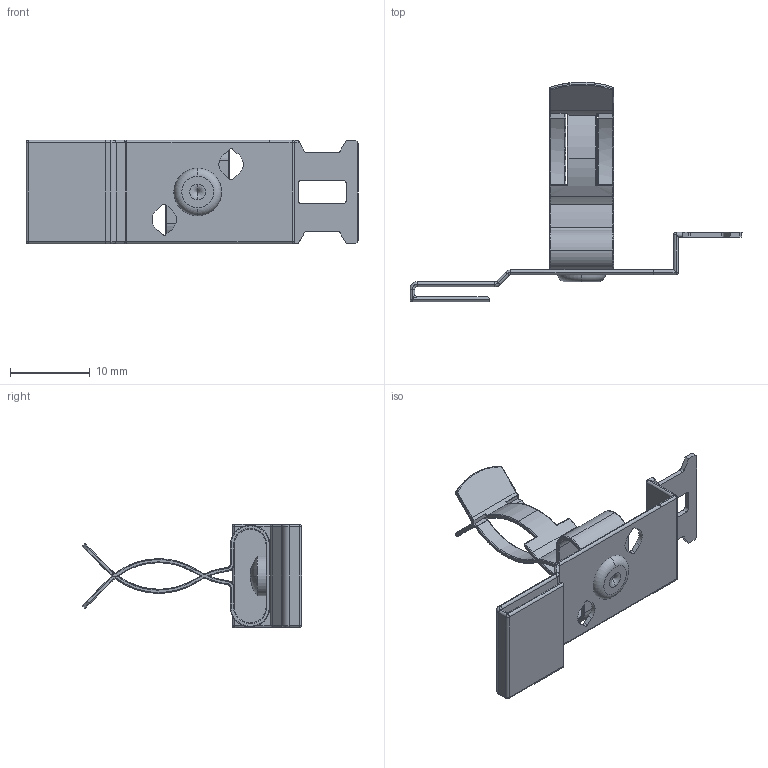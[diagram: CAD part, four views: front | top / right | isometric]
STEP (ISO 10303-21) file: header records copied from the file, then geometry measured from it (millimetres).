
FILE_DESCRIPTION (( 'STEP AP214' ), '1' );
FILE_NAME ('1025-138.STEP', '2024-08-01T11:24:27', ( '' ), ( '' ), 'SwSTEP 2.0', 'SolidWorks 2022', '' );
FILE_SCHEMA (( 'AUTOMOTIVE_DESIGN' ));
Length unit declared in the file: millimetre
Products named in the file (4): 3x1,5_1mm Blechstärke; 1011-001; 1025-003.SLDPRT.K.M; 1025-138
Assembly tree (3 placements, depth 2):
  1025-138
    1025-003.SLDPRT.K.M
    1011-001
    3x1,5_1mm Blechstärke
Bounding box: 41.75 x 27.59 x 13 mm (x, y, z)
Volume: 705.6 mm3; surface area: 2591.5 mm2
Topology: 3 solids, 3 shells, 339 faces, 826 edges, 471 vertices
Faces by surface type: cylinder 148, bspline 92, plane 75, torus 16, sphere 8
Entity records: 14569 total; most frequent: CARTESIAN_POINT 4149, ORIENTED_EDGE 1610, DIRECTION 1512, EDGE_CURVE 805, AXIS2_PLACEMENT_3D 589, VERTEX_POINT 471, EDGE_LOOP 354, FACE_OUTER_BOUND 339
